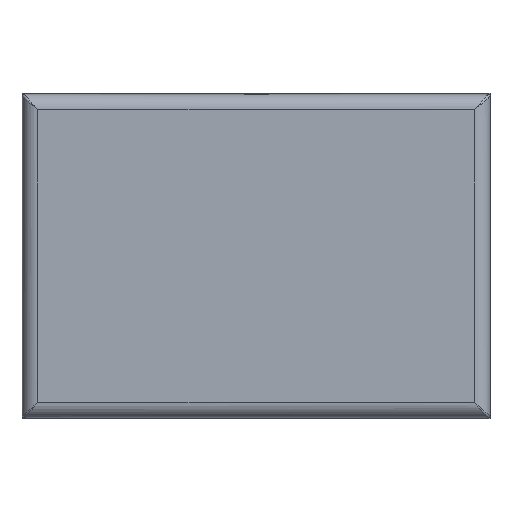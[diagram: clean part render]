
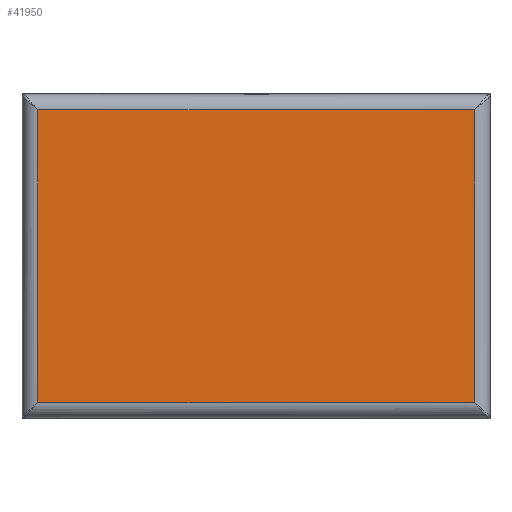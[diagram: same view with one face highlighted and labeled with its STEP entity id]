
A CAD part, front view. The second image highlights one B-rep face of the part: STEP entity #41950.
In plain terms, the highlighted planar face has unit normal (0, -1, 0).
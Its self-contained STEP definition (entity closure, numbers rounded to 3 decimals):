
#1812 = VERTEX_POINT ( 'NONE', #2947 ) ;
#2947 = CARTESIAN_POINT ( 'NONE',  ( -49.568, -4., -33.3 ) ) ;
#3462 = VECTOR ( 'NONE', #53558, 1000. ) ;
#5345 = PLANE ( 'NONE',  #14489 ) ;
#5521 = CARTESIAN_POINT ( 'NONE',  ( -49.568, -4., 33.2 ) ) ;
#6461 = LINE ( 'NONE', #52529, #46059 ) ;
#7016 = ORIENTED_EDGE ( 'NONE', *, *, #14989, .F. ) ;
#10842 = LINE ( 'NONE', #17535, #62503 ) ;
#13284 = CARTESIAN_POINT ( 'NONE',  ( 49.632, -4., 33.2 ) ) ;
#14489 = AXIS2_PLACEMENT_3D ( 'NONE', #26123, #62236, #31361 ) ;
#14989 = EDGE_CURVE ( 'NONE', #36180, #19546, #10842, .T. ) ;
#17013 = VERTEX_POINT ( 'NONE', #5521 ) ;
#17505 = CARTESIAN_POINT ( 'NONE',  ( -53.068, -4., -33.3 ) ) ;
#17535 = CARTESIAN_POINT ( 'NONE',  ( 49.632, -4., -36.8 ) ) ;
#19159 = CARTESIAN_POINT ( 'NONE',  ( 49.632, -4., -33.3 ) ) ;
#19546 = VERTEX_POINT ( 'NONE', #19159 ) ;
#24632 = ORIENTED_EDGE ( 'NONE', *, *, #58487, .F. ) ;
#26123 = CARTESIAN_POINT ( 'NONE',  ( -53.068, -4., -36.8 ) ) ;
#28229 = CARTESIAN_POINT ( 'NONE',  ( -53.068, -4., 33.2 ) ) ;
#30934 = ORIENTED_EDGE ( 'NONE', *, *, #48412, .F. ) ;
#31361 = DIRECTION ( 'NONE',  ( 0., 0., 1. ) ) ;
#36180 = VERTEX_POINT ( 'NONE', #13284 ) ;
#37932 = EDGE_CURVE ( 'NONE', #19546, #1812, #58418, .T. ) ;
#38555 = EDGE_LOOP ( 'NONE', ( #24632, #30934, #45147, #7016 ) ) ;
#41950 = ADVANCED_FACE ( 'NONE', ( #43665 ), #5345, .F. ) ;
#43665 = FACE_OUTER_BOUND ( 'NONE', #38555, .T. ) ;
#45147 = ORIENTED_EDGE ( 'NONE', *, *, #37932, .F. ) ;
#46059 = VECTOR ( 'NONE', #57727, 1000. ) ;
#46195 = LINE ( 'NONE', #28229, #58253 ) ;
#48412 = EDGE_CURVE ( 'NONE', #1812, #17013, #6461, .T. ) ;
#52529 = CARTESIAN_POINT ( 'NONE',  ( -49.568, -4., -36.8 ) ) ;
#53558 = DIRECTION ( 'NONE',  ( -1., 0., 0. ) ) ;
#57727 = DIRECTION ( 'NONE',  ( 0., 0., 1. ) ) ;
#58253 = VECTOR ( 'NONE', #64291, 1000. ) ;
#58418 = LINE ( 'NONE', #17505, #3462 ) ;
#58487 = EDGE_CURVE ( 'NONE', #17013, #36180, #46195, .T. ) ;
#58812 = DIRECTION ( 'NONE',  ( 0., 0., -1. ) ) ;
#62236 = DIRECTION ( 'NONE',  ( 0., 1., 0. ) ) ;
#62503 = VECTOR ( 'NONE', #58812, 1000. ) ;
#64291 = DIRECTION ( 'NONE',  ( 1., 0., 0. ) ) ;
